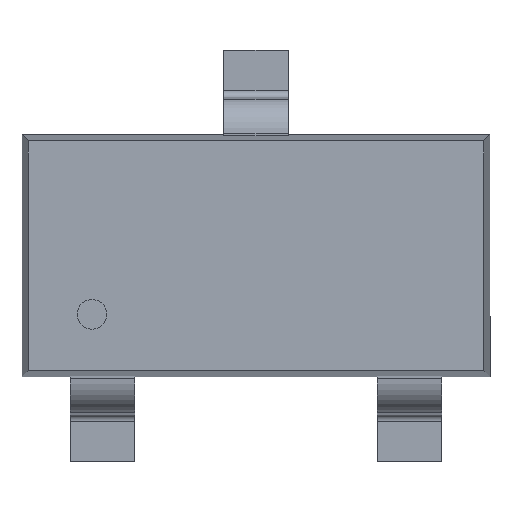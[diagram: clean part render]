
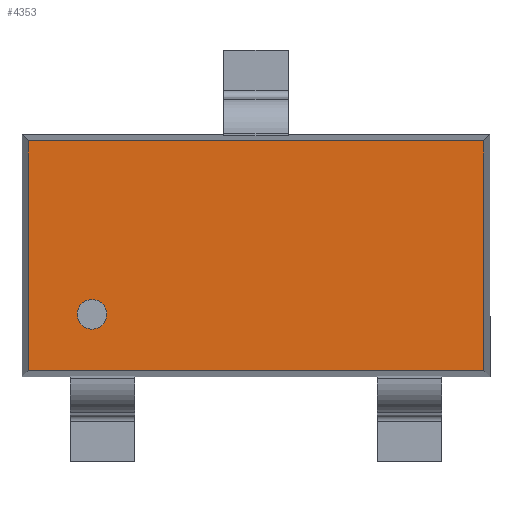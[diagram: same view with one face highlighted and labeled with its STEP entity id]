
A CAD part, top view. The second image highlights one B-rep face of the part: STEP entity #4353.
In plain terms, the highlighted planar face has unit normal (0, 0, 1).
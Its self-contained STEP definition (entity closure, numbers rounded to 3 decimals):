
#113 = CARTESIAN_POINT ( 'NONE',  ( -1.016, -0.363, 0.56 ) ) ;
#324 = VERTEX_POINT ( 'NONE', #1915 ) ;
#433 = VECTOR ( 'NONE', #927, 1000. ) ;
#446 = CARTESIAN_POINT ( 'NONE',  ( 0., 0., 0.56 ) ) ;
#533 = CARTESIAN_POINT ( 'NONE',  ( 1.411, 0.711, 0.56 ) ) ;
#614 = VECTOR ( 'NONE', #4830, 1000. ) ;
#775 = LINE ( 'NONE', #3615, #433 ) ;
#927 = DIRECTION ( 'NONE',  ( 1., 0., 0. ) ) ;
#1015 = ORIENTED_EDGE ( 'NONE', *, *, #3802, .F. ) ;
#1054 = ORIENTED_EDGE ( 'NONE', *, *, #2643, .T. ) ;
#1104 = EDGE_LOOP ( 'NONE', ( #4702, #1015 ) ) ;
#1137 = CIRCLE ( 'NONE', #5057, 0.092 ) ;
#1157 = CARTESIAN_POINT ( 'NONE',  ( -1.016, -0.363, 0.56 ) ) ;
#1303 = CARTESIAN_POINT ( 'NONE',  ( -1.45, 0.711, 0.56 ) ) ;
#1479 = VERTEX_POINT ( 'NONE', #2582 ) ;
#1490 = CARTESIAN_POINT ( 'NONE',  ( -1.108, -0.363, 0.56 ) ) ;
#1502 = VERTEX_POINT ( 'NONE', #2679 ) ;
#1686 = EDGE_CURVE ( 'NONE', #5007, #1479, #3939, .T. ) ;
#1854 = DIRECTION ( 'NONE',  ( 0., 0., 1. ) ) ;
#1864 = CARTESIAN_POINT ( 'NONE',  ( -1.411, 0.75, 0.56 ) ) ;
#1915 = CARTESIAN_POINT ( 'NONE',  ( -0.925, -0.363, 0.56 ) ) ;
#2089 = FACE_BOUND ( 'NONE', #1104, .T. ) ;
#2582 = CARTESIAN_POINT ( 'NONE',  ( -1.411, 0.711, 0.56 ) ) ;
#2625 = LINE ( 'NONE', #4476, #3945 ) ;
#2643 = EDGE_CURVE ( 'NONE', #4654, #1502, #775, .T. ) ;
#2679 = CARTESIAN_POINT ( 'NONE',  ( 1.411, -0.711, 0.56 ) ) ;
#2680 = DIRECTION ( 'NONE',  ( 0., 1., 0. ) ) ;
#2706 = EDGE_CURVE ( 'NONE', #1479, #4654, #3142, .T. ) ;
#2717 = VECTOR ( 'NONE', #5028, 1000. ) ;
#2738 = DIRECTION ( 'NONE',  ( 1., 0., 0. ) ) ;
#2839 = EDGE_CURVE ( 'NONE', #324, #4602, #1137, .T. ) ;
#3142 = LINE ( 'NONE', #1864, #2717 ) ;
#3293 = AXIS2_PLACEMENT_3D ( 'NONE', #1157, #5614, #4296 ) ;
#3615 = CARTESIAN_POINT ( 'NONE',  ( -1.45, -0.711, 0.56 ) ) ;
#3718 = DIRECTION ( 'NONE',  ( 1., 0., 0. ) ) ;
#3802 = EDGE_CURVE ( 'NONE', #4602, #324, #4960, .T. ) ;
#3939 = LINE ( 'NONE', #1303, #614 ) ;
#3945 = VECTOR ( 'NONE', #2680, 1000. ) ;
#4013 = AXIS2_PLACEMENT_3D ( 'NONE', #446, #1854, #2738 ) ;
#4296 = DIRECTION ( 'NONE',  ( 1., 0., 0. ) ) ;
#4353 = ADVANCED_FACE ( 'NONE', ( #2089, #5517 ), #4834, .T. ) ;
#4401 = EDGE_LOOP ( 'NONE', ( #4723, #5217, #5787, #1054 ) ) ;
#4476 = CARTESIAN_POINT ( 'NONE',  ( 1.411, 0.75, 0.56 ) ) ;
#4602 = VERTEX_POINT ( 'NONE', #1490 ) ;
#4613 = DIRECTION ( 'NONE',  ( 0., 0., 1. ) ) ;
#4654 = VERTEX_POINT ( 'NONE', #5074 ) ;
#4702 = ORIENTED_EDGE ( 'NONE', *, *, #2839, .F. ) ;
#4723 = ORIENTED_EDGE ( 'NONE', *, *, #5528, .T. ) ;
#4830 = DIRECTION ( 'NONE',  ( -1., 0., 0. ) ) ;
#4834 = PLANE ( 'NONE',  #4013 ) ;
#4960 = CIRCLE ( 'NONE', #3293, 0.092 ) ;
#5007 = VERTEX_POINT ( 'NONE', #533 ) ;
#5028 = DIRECTION ( 'NONE',  ( 0., -1., 0. ) ) ;
#5057 = AXIS2_PLACEMENT_3D ( 'NONE', #113, #4613, #3718 ) ;
#5074 = CARTESIAN_POINT ( 'NONE',  ( -1.411, -0.711, 0.56 ) ) ;
#5217 = ORIENTED_EDGE ( 'NONE', *, *, #1686, .T. ) ;
#5517 = FACE_OUTER_BOUND ( 'NONE', #4401, .T. ) ;
#5528 = EDGE_CURVE ( 'NONE', #1502, #5007, #2625, .T. ) ;
#5614 = DIRECTION ( 'NONE',  ( 0., 0., 1. ) ) ;
#5787 = ORIENTED_EDGE ( 'NONE', *, *, #2706, .T. ) ;
